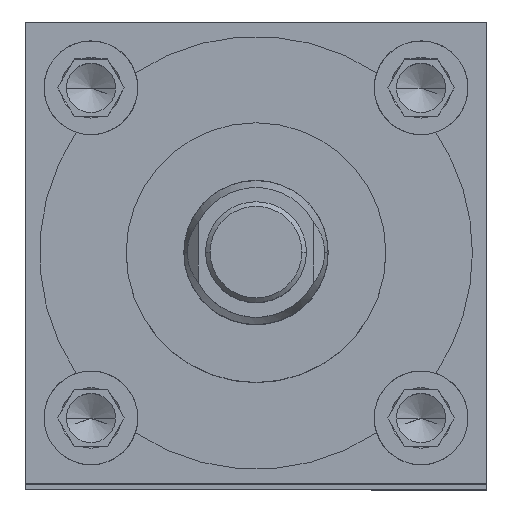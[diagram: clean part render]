
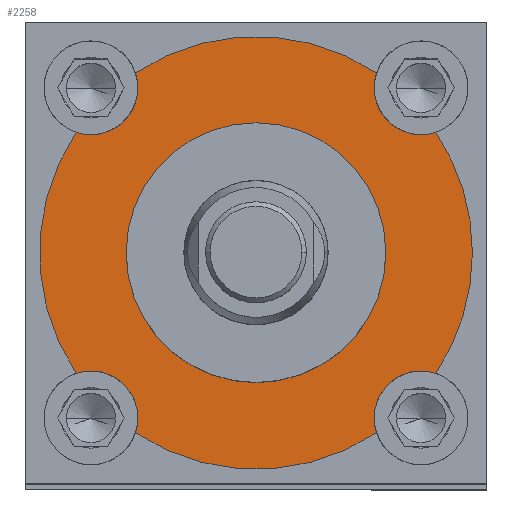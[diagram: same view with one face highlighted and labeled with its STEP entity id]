
A CAD part, top view. The second image highlights one B-rep face of the part: STEP entity #2258.
In plain terms, the highlighted planar face has unit normal (0, 0, 1).
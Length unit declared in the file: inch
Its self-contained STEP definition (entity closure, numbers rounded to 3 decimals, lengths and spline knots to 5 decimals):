
#42 = CARTESIAN_POINT ( 'NONE',  ( 0., 0., 15.62 ) ) ;
#154 = DIRECTION ( 'NONE',  ( 1., 0., 0. ) ) ;
#181 = VERTEX_POINT ( 'NONE', #1210 ) ;
#186 = CARTESIAN_POINT ( 'NONE',  ( -0.715, -0.715, 15.62 ) ) ;
#276 = VERTEX_POINT ( 'NONE', #2071 ) ;
#278 = CARTESIAN_POINT ( 'NONE',  ( 0.77859, 0.52222, 15.62 ) ) ;
#344 = EDGE_CURVE ( 'NONE', #2895, #6386, #4092, .T. ) ;
#441 = VERTEX_POINT ( 'NONE', #5588 ) ;
#547 = DIRECTION ( 'NONE',  ( 1., 0., 0. ) ) ;
#559 = CARTESIAN_POINT ( 'NONE',  ( 0.77859, -0.52222, 15.62 ) ) ;
#569 = CARTESIAN_POINT ( 'NONE',  ( 0.9375, 0., 15.62 ) ) ;
#606 = CARTESIAN_POINT ( 'NONE',  ( 0., 0., 15.62 ) ) ;
#639 = DIRECTION ( 'NONE',  ( 0., 0., 1. ) ) ;
#668 = EDGE_CURVE ( 'NONE', #3321, #441, #4894, .T. ) ;
#673 = AXIS2_PLACEMENT_3D ( 'NONE', #7172, #2105, #6613 ) ;
#692 = DIRECTION ( 'NONE',  ( 0., 0., 1. ) ) ;
#730 = CARTESIAN_POINT ( 'NONE',  ( 0., 0., 15.62 ) ) ;
#731 = CARTESIAN_POINT ( 'NONE',  ( -0.5625, 0., 15.62 ) ) ;
#735 = VERTEX_POINT ( 'NONE', #3595 ) ;
#794 = VERTEX_POINT ( 'NONE', #4215 ) ;
#915 = AXIS2_PLACEMENT_3D ( 'NONE', #1207, #5222, #5116 ) ;
#1058 = EDGE_CURVE ( 'NONE', #794, #2438, #7249, .T. ) ;
#1104 = EDGE_CURVE ( 'NONE', #1877, #735, #7132, .T. ) ;
#1126 = FACE_OUTER_BOUND ( 'NONE', #5395, .T. ) ;
#1203 = DIRECTION ( 'NONE',  ( 1., 0., 0. ) ) ;
#1207 = CARTESIAN_POINT ( 'NONE',  ( 0.715, -0.715, 15.62 ) ) ;
#1210 = CARTESIAN_POINT ( 'NONE',  ( 0.512, -0.715, 15.62 ) ) ;
#1245 = CARTESIAN_POINT ( 'NONE',  ( -0.512, 0.715, 15.62 ) ) ;
#1290 = DIRECTION ( 'NONE',  ( 1., 0., 0. ) ) ;
#1391 = AXIS2_PLACEMENT_3D ( 'NONE', #6227, #4019, #5132 ) ;
#1417 = EDGE_CURVE ( 'NONE', #276, #4418, #5909, .T. ) ;
#1449 = AXIS2_PLACEMENT_3D ( 'NONE', #3586, #3429, #5729 ) ;
#1485 = ORIENTED_EDGE ( 'NONE', *, *, #3411, .F. ) ;
#1491 = DIRECTION ( 'NONE',  ( 1., 0., 0. ) ) ;
#1564 = ORIENTED_EDGE ( 'NONE', *, *, #6652, .F. ) ;
#1612 = DIRECTION ( 'NONE',  ( 0., 0., 1. ) ) ;
#1655 = CIRCLE ( 'NONE', #5807, 0.5625 ) ;
#1663 = DIRECTION ( 'NONE',  ( 0., 0., 1. ) ) ;
#1782 = ORIENTED_EDGE ( 'NONE', *, *, #344, .T. ) ;
#1793 = VERTEX_POINT ( 'NONE', #4006 ) ;
#1877 = VERTEX_POINT ( 'NONE', #1245 ) ;
#1922 = EDGE_CURVE ( 'NONE', #5648, #6561, #1935, .T. ) ;
#1923 = AXIS2_PLACEMENT_3D ( 'NONE', #42, #2288, #5333 ) ;
#1935 = CIRCLE ( 'NONE', #4194, 0.5625 ) ;
#2071 = CARTESIAN_POINT ( 'NONE',  ( 0.52222, 0.77859, 15.62 ) ) ;
#2105 = DIRECTION ( 'NONE',  ( 0., 0., 1. ) ) ;
#2128 = ORIENTED_EDGE ( 'NONE', *, *, #3431, .F. ) ;
#2158 = CIRCLE ( 'NONE', #2997, 0.203 ) ;
#2160 = ORIENTED_EDGE ( 'NONE', *, *, #6810, .T. ) ;
#2247 = ORIENTED_EDGE ( 'NONE', *, *, #668, .F. ) ;
#2258 = ADVANCED_FACE ( 'NONE', ( #1126, #3395 ), #2765, .T. ) ;
#2288 = DIRECTION ( 'NONE',  ( 0., 0., 1. ) ) ;
#2341 = EDGE_CURVE ( 'NONE', #3321, #1793, #7309, .T. ) ;
#2399 = CARTESIAN_POINT ( 'NONE',  ( 0., 0., 15.62 ) ) ;
#2438 = VERTEX_POINT ( 'NONE', #4932 ) ;
#2524 = AXIS2_PLACEMENT_3D ( 'NONE', #730, #692, #1203 ) ;
#2578 = DIRECTION ( 'NONE',  ( 0., 0., 1. ) ) ;
#2765 = PLANE ( 'NONE',  #7063 ) ;
#2801 = CARTESIAN_POINT ( 'NONE',  ( 0., 0., 15.62 ) ) ;
#2895 = VERTEX_POINT ( 'NONE', #559 ) ;
#2997 = AXIS2_PLACEMENT_3D ( 'NONE', #3404, #5667, #4562 ) ;
#3035 = EDGE_CURVE ( 'NONE', #181, #1793, #2158, .T. ) ;
#3058 = EDGE_CURVE ( 'NONE', #276, #735, #6640, .T. ) ;
#3244 = ORIENTED_EDGE ( 'NONE', *, *, #1922, .F. ) ;
#3247 = ORIENTED_EDGE ( 'NONE', *, *, #1104, .F. ) ;
#3321 = VERTEX_POINT ( 'NONE', #6135 ) ;
#3395 = FACE_BOUND ( 'NONE', #3985, .T. ) ;
#3404 = CARTESIAN_POINT ( 'NONE',  ( 0.715, -0.715, 15.62 ) ) ;
#3411 = EDGE_CURVE ( 'NONE', #2895, #181, #3539, .T. ) ;
#3429 = DIRECTION ( 'NONE',  ( 0., 0., 1. ) ) ;
#3431 = EDGE_CURVE ( 'NONE', #4418, #5688, #3774, .T. ) ;
#3488 = DIRECTION ( 'NONE',  ( 1., 0., 0. ) ) ;
#3539 = CIRCLE ( 'NONE', #915, 0.203 ) ;
#3586 = CARTESIAN_POINT ( 'NONE',  ( -0.715, 0.715, 15.62 ) ) ;
#3595 = CARTESIAN_POINT ( 'NONE',  ( -0.52222, 0.77859, 15.62 ) ) ;
#3708 = AXIS2_PLACEMENT_3D ( 'NONE', #186, #5296, #4148 ) ;
#3729 = ORIENTED_EDGE ( 'NONE', *, *, #3058, .T. ) ;
#3774 = CIRCLE ( 'NONE', #5660, 0.203 ) ;
#3783 = ORIENTED_EDGE ( 'NONE', *, *, #5278, .F. ) ;
#3843 = ORIENTED_EDGE ( 'NONE', *, *, #4199, .F. ) ;
#3985 = EDGE_LOOP ( 'NONE', ( #3244, #3783 ) ) ;
#4006 = CARTESIAN_POINT ( 'NONE',  ( 0.52222, -0.77859, 15.62 ) ) ;
#4019 = DIRECTION ( 'NONE',  ( 0., 0., 1. ) ) ;
#4092 = CIRCLE ( 'NONE', #5285, 0.9375 ) ;
#4103 = DIRECTION ( 'NONE',  ( 1., 0., 0. ) ) ;
#4129 = AXIS2_PLACEMENT_3D ( 'NONE', #5512, #5399, #5930 ) ;
#4131 = CIRCLE ( 'NONE', #1391, 0.203 ) ;
#4148 = DIRECTION ( 'NONE',  ( 1., 0., 0. ) ) ;
#4194 = AXIS2_PLACEMENT_3D ( 'NONE', #2399, #6330, #6913 ) ;
#4199 = EDGE_CURVE ( 'NONE', #441, #2438, #4131, .T. ) ;
#4215 = CARTESIAN_POINT ( 'NONE',  ( -0.77859, 0.52222, 15.62 ) ) ;
#4418 = VERTEX_POINT ( 'NONE', #6664 ) ;
#4433 = ORIENTED_EDGE ( 'NONE', *, *, #1058, .T. ) ;
#4562 = DIRECTION ( 'NONE',  ( 1., 0., 0. ) ) ;
#4668 = DIRECTION ( 'NONE',  ( 0., 0., 1. ) ) ;
#4894 = CIRCLE ( 'NONE', #3708, 0.203 ) ;
#4932 = CARTESIAN_POINT ( 'NONE',  ( -0.77859, -0.52222, 15.62 ) ) ;
#5116 = DIRECTION ( 'NONE',  ( 1., 0., 0. ) ) ;
#5132 = DIRECTION ( 'NONE',  ( 1., 0., 0. ) ) ;
#5222 = DIRECTION ( 'NONE',  ( 0., 0., 1. ) ) ;
#5278 = EDGE_CURVE ( 'NONE', #6561, #5648, #1655, .T. ) ;
#5285 = AXIS2_PLACEMENT_3D ( 'NONE', #606, #639, #3488 ) ;
#5296 = DIRECTION ( 'NONE',  ( 0., 0., 1. ) ) ;
#5333 = DIRECTION ( 'NONE',  ( 1., 0., 0. ) ) ;
#5395 = EDGE_LOOP ( 'NONE', ( #1485, #1782, #2160, #2128, #5860, #3729, #3247, #1564, #4433, #3843, #2247, #6364, #6174 ) ) ;
#5399 = DIRECTION ( 'NONE',  ( 0., 0., 1. ) ) ;
#5512 = CARTESIAN_POINT ( 'NONE',  ( 0., 0., 15.62 ) ) ;
#5588 = CARTESIAN_POINT ( 'NONE',  ( -0.512, -0.715, 15.62 ) ) ;
#5648 = VERTEX_POINT ( 'NONE', #731 ) ;
#5660 = AXIS2_PLACEMENT_3D ( 'NONE', #6324, #4668, #4103 ) ;
#5667 = DIRECTION ( 'NONE',  ( 0., 0., 1. ) ) ;
#5688 = VERTEX_POINT ( 'NONE', #278 ) ;
#5729 = DIRECTION ( 'NONE',  ( 1., 0., 0. ) ) ;
#5760 = AXIS2_PLACEMENT_3D ( 'NONE', #6723, #1663, #154 ) ;
#5788 = CARTESIAN_POINT ( 'NONE',  ( 0.715, 0.715, 15.62 ) ) ;
#5807 = AXIS2_PLACEMENT_3D ( 'NONE', #7016, #2578, #1491 ) ;
#5860 = ORIENTED_EDGE ( 'NONE', *, *, #1417, .F. ) ;
#5909 = CIRCLE ( 'NONE', #6839, 0.203 ) ;
#5930 = DIRECTION ( 'NONE',  ( 1., 0., 0. ) ) ;
#5931 = DIRECTION ( 'NONE',  ( 0., 0., 1. ) ) ;
#6135 = CARTESIAN_POINT ( 'NONE',  ( -0.52222, -0.77859, 15.62 ) ) ;
#6174 = ORIENTED_EDGE ( 'NONE', *, *, #3035, .F. ) ;
#6227 = CARTESIAN_POINT ( 'NONE',  ( -0.715, -0.715, 15.62 ) ) ;
#6324 = CARTESIAN_POINT ( 'NONE',  ( 0.715, 0.715, 15.62 ) ) ;
#6330 = DIRECTION ( 'NONE',  ( 0., 0., 1. ) ) ;
#6364 = ORIENTED_EDGE ( 'NONE', *, *, #2341, .T. ) ;
#6386 = VERTEX_POINT ( 'NONE', #569 ) ;
#6561 = VERTEX_POINT ( 'NONE', #6922 ) ;
#6613 = DIRECTION ( 'NONE',  ( 1., 0., 0. ) ) ;
#6640 = CIRCLE ( 'NONE', #1923, 0.9375 ) ;
#6652 = EDGE_CURVE ( 'NONE', #794, #1877, #6929, .T. ) ;
#6664 = CARTESIAN_POINT ( 'NONE',  ( 0.512, 0.715, 15.62 ) ) ;
#6723 = CARTESIAN_POINT ( 'NONE',  ( 0., 0., 15.62 ) ) ;
#6809 = CIRCLE ( 'NONE', #5760, 0.9375 ) ;
#6810 = EDGE_CURVE ( 'NONE', #6386, #5688, #6809, .T. ) ;
#6839 = AXIS2_PLACEMENT_3D ( 'NONE', #5788, #5931, #1290 ) ;
#6913 = DIRECTION ( 'NONE',  ( 1., 0., 0. ) ) ;
#6922 = CARTESIAN_POINT ( 'NONE',  ( 0.5625, 0., 15.62 ) ) ;
#6929 = CIRCLE ( 'NONE', #673, 0.203 ) ;
#7016 = CARTESIAN_POINT ( 'NONE',  ( 0., 0., 15.62 ) ) ;
#7063 = AXIS2_PLACEMENT_3D ( 'NONE', #2801, #1612, #547 ) ;
#7132 = CIRCLE ( 'NONE', #1449, 0.203 ) ;
#7172 = CARTESIAN_POINT ( 'NONE',  ( -0.715, 0.715, 15.62 ) ) ;
#7249 = CIRCLE ( 'NONE', #2524, 0.9375 ) ;
#7309 = CIRCLE ( 'NONE', #4129, 0.9375 ) ;
